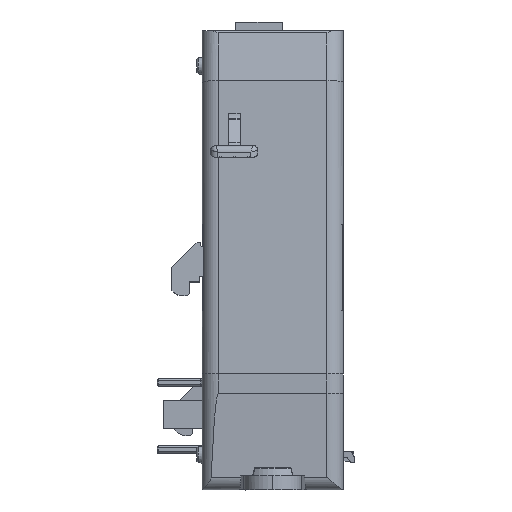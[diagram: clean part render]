
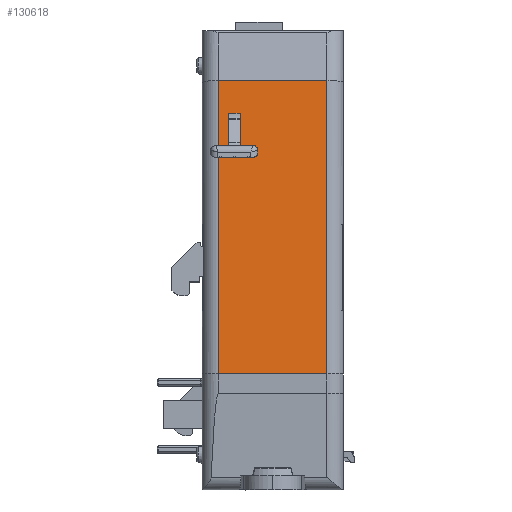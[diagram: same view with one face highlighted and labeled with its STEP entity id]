
A CAD part, front view. The second image highlights one B-rep face of the part: STEP entity #130618.
In plain terms, the highlighted planar face has unit normal (0, -0.999, 0.044).
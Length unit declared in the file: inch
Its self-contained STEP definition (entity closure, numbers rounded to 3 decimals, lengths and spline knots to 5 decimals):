
#3409 = VECTOR ( 'NONE', #65095, 39.37008 ) ;
#4451 = CARTESIAN_POINT ( 'NONE',  ( -0.13567, -1.74776, -0.49051 ) ) ;
#4939 = DIRECTION ( 'NONE',  ( 0., 0.044, 0.999 ) ) ;
#7746 = VERTEX_POINT ( 'NONE', #66904 ) ;
#7956 = FACE_BOUND ( 'NONE', #40993, .T. ) ;
#8344 = PLANE ( 'NONE',  #21265 ) ;
#14916 = VERTEX_POINT ( 'NONE', #18397 ) ;
#18397 = CARTESIAN_POINT ( 'NONE',  ( -0.17505, -1.74776, -0.49051 ) ) ;
#19418 = EDGE_CURVE ( 'NONE', #63634, #7746, #144172, .T. ) ;
#20147 = EDGE_CURVE ( 'NONE', #63634, #81718, #54604, .T. ) ;
#21265 = AXIS2_PLACEMENT_3D ( 'NONE', #117802, #33254, #125787 ) ;
#22490 = LINE ( 'NONE', #26383, #153825 ) ;
#25330 = ORIENTED_EDGE ( 'NONE', *, *, #114147, .T. ) ;
#26383 = CARTESIAN_POINT ( 'NONE',  ( 0.63541, -1.75976, -0.76539 ) ) ;
#26565 = VERTEX_POINT ( 'NONE', #119756 ) ;
#29949 = DIRECTION ( 'NONE',  ( -1., 0., 0. ) ) ;
#31985 = CARTESIAN_POINT ( 'NONE',  ( -0.09629, -1.74776, -0.49051 ) ) ;
#33254 = DIRECTION ( 'NONE',  ( 0., -0.999, 0.044 ) ) ;
#33508 = EDGE_LOOP ( 'NONE', ( #52351, #75846, #57978, #25330 ) ) ;
#34108 = EDGE_CURVE ( 'NONE', #153392, #14916, #85040, .T. ) ;
#38106 = EDGE_CURVE ( 'NONE', #7746, #26565, #60440, .T. ) ;
#39028 = ORIENTED_EDGE ( 'NONE', *, *, #143638, .T. ) ;
#40993 = EDGE_LOOP ( 'NONE', ( #70085, #98933, #117338, #39028 ) ) ;
#41812 = CARTESIAN_POINT ( 'NONE',  ( -0.09629, -1.75976, -0.76539 ) ) ;
#41874 = EDGE_CURVE ( 'NONE', #148584, #121090, #22490, .T. ) ;
#49840 = DIRECTION ( 'NONE',  ( 1., 0., 0. ) ) ;
#52351 = ORIENTED_EDGE ( 'NONE', *, *, #20147, .F. ) ;
#52983 = VECTOR ( 'NONE', #4939, 39.37008 ) ;
#54604 = LINE ( 'NONE', #143893, #60431 ) ;
#56128 = CARTESIAN_POINT ( 'NONE',  ( -0.17505, -1.75976, -0.76539 ) ) ;
#57978 = ORIENTED_EDGE ( 'NONE', *, *, #38106, .T. ) ;
#60431 = VECTOR ( 'NONE', #144446, 39.37008 ) ;
#60440 = LINE ( 'NONE', #75933, #132637 ) ;
#63634 = VERTEX_POINT ( 'NONE', #134895 ) ;
#65095 = DIRECTION ( 'NONE',  ( 0., 0.044, 0.999 ) ) ;
#66904 = CARTESIAN_POINT ( 'NONE',  ( 0.51828, -1.73772, -0.26054 ) ) ;
#70085 = ORIENTED_EDGE ( 'NONE', *, *, #34108, .F. ) ;
#75846 = ORIENTED_EDGE ( 'NONE', *, *, #19418, .T. ) ;
#75933 = CARTESIAN_POINT ( 'NONE',  ( 0.63541, -1.73772, -0.26054 ) ) ;
#80332 = DIRECTION ( 'NONE',  ( 0., -0.044, -0.999 ) ) ;
#81718 = VERTEX_POINT ( 'NONE', #85270 ) ;
#85040 = LINE ( 'NONE', #4451, #149712 ) ;
#85270 = CARTESIAN_POINT ( 'NONE',  ( -0.24746, -1.82827, -2.33452 ) ) ;
#85276 = LINE ( 'NONE', #152217, #52983 ) ;
#93105 = CARTESIAN_POINT ( 'NONE',  ( -0.24746, -1.82827, -2.33452 ) ) ;
#98933 = ORIENTED_EDGE ( 'NONE', *, *, #154069, .T. ) ;
#99369 = DIRECTION ( 'NONE',  ( -1., 0., 0. ) ) ;
#108625 = VECTOR ( 'NONE', #80332, 39.37008 ) ;
#109346 = VECTOR ( 'NONE', #140856, 39.37008 ) ;
#114147 = EDGE_CURVE ( 'NONE', #26565, #81718, #129531, .T. ) ;
#117338 = ORIENTED_EDGE ( 'NONE', *, *, #41874, .F. ) ;
#117802 = CARTESIAN_POINT ( 'NONE',  ( 0.63541, -1.92586, -4.56957 ) ) ;
#119756 = CARTESIAN_POINT ( 'NONE',  ( -0.24746, -1.73772, -0.26054 ) ) ;
#121090 = VERTEX_POINT ( 'NONE', #41812 ) ;
#125787 = DIRECTION ( 'NONE',  ( 0., -0.044, -0.999 ) ) ;
#128627 = CARTESIAN_POINT ( 'NONE',  ( -0.09629, -1.92586, -4.56957 ) ) ;
#129531 = LINE ( 'NONE', #93105, #108625 ) ;
#130618 = ADVANCED_FACE ( 'NONE', ( #156447, #7956 ), #8344, .T. ) ;
#132637 = VECTOR ( 'NONE', #99369, 39.37008 ) ;
#134895 = CARTESIAN_POINT ( 'NONE',  ( 0.51828, -1.82827, -2.33452 ) ) ;
#137834 = CARTESIAN_POINT ( 'NONE',  ( 0.51828, -1.92586, -4.56957 ) ) ;
#140856 = DIRECTION ( 'NONE',  ( 0., -0.044, -0.999 ) ) ;
#143638 = EDGE_CURVE ( 'NONE', #148584, #14916, #85276, .T. ) ;
#143893 = CARTESIAN_POINT ( 'NONE',  ( 0.63541, -1.82827, -2.33452 ) ) ;
#144172 = LINE ( 'NONE', #137834, #3409 ) ;
#144446 = DIRECTION ( 'NONE',  ( -1., 0., 0. ) ) ;
#147327 = LINE ( 'NONE', #128627, #109346 ) ;
#148584 = VERTEX_POINT ( 'NONE', #56128 ) ;
#149712 = VECTOR ( 'NONE', #29949, 39.37008 ) ;
#152217 = CARTESIAN_POINT ( 'NONE',  ( -0.17505, -1.92586, -4.56957 ) ) ;
#153392 = VERTEX_POINT ( 'NONE', #31985 ) ;
#153825 = VECTOR ( 'NONE', #49840, 39.37008 ) ;
#154069 = EDGE_CURVE ( 'NONE', #153392, #121090, #147327, .T. ) ;
#156447 = FACE_OUTER_BOUND ( 'NONE', #33508, .T. ) ;
